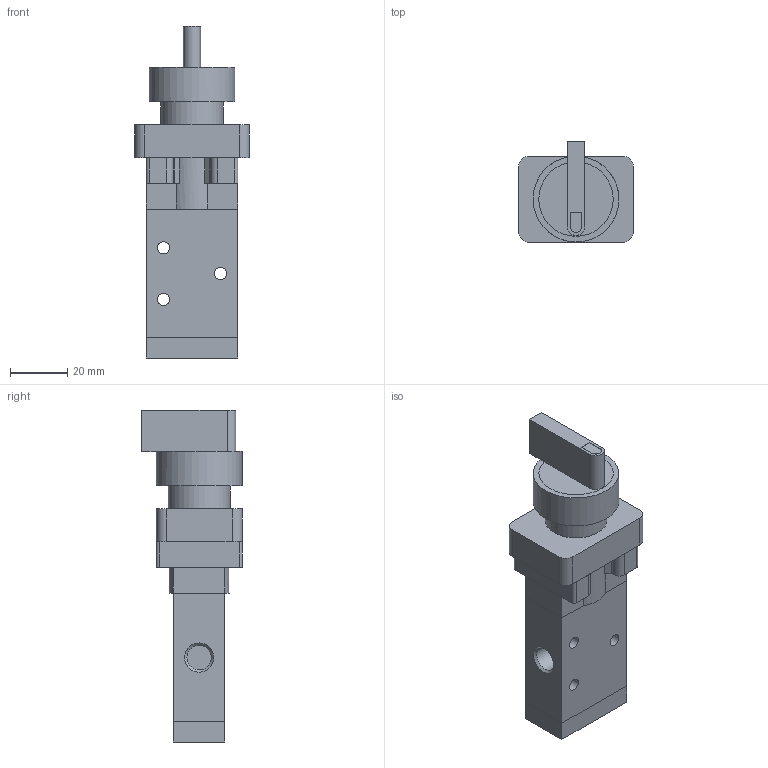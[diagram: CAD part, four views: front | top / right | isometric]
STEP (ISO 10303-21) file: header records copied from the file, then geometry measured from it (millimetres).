
FILE_DESCRIPTION((''),'2;1');
FILE_NAME('228_32_6_27.stp','2006-12-19T11:39:02',('rivolro1'),(''),'Autodesk Inventor 11','Autodesk Inventor 11','');
FILE_SCHEMA(('AUTOMOTIVE_DESIGN { 1 0 10303 214 1 1 1 1 }'));
Length unit declared in the file: millimetre
Products named in the file (1): 228_32_6_27
Bounding box: 40 x 35.01 x 115.99 mm (x, y, z)
Volume: 68480.9 mm3; surface area: 16024.7 mm2
Topology: 1 solids, 1 shells, 89 faces, 230 edges, 151 vertices
Faces by surface type: plane 54, cylinder 26, bspline 9
Full cylindrical faces by diameter (mm): 4.25 x3, 21.7 x1, 30 x1
Entity records: 2767 total; most frequent: CARTESIAN_POINT 569, DIRECTION 450, ORIENTED_EDGE 436, EDGE_CURVE 218, AXIS2_PLACEMENT_3D 151, VERTEX_POINT 150, VECTOR 148, LINE 148
